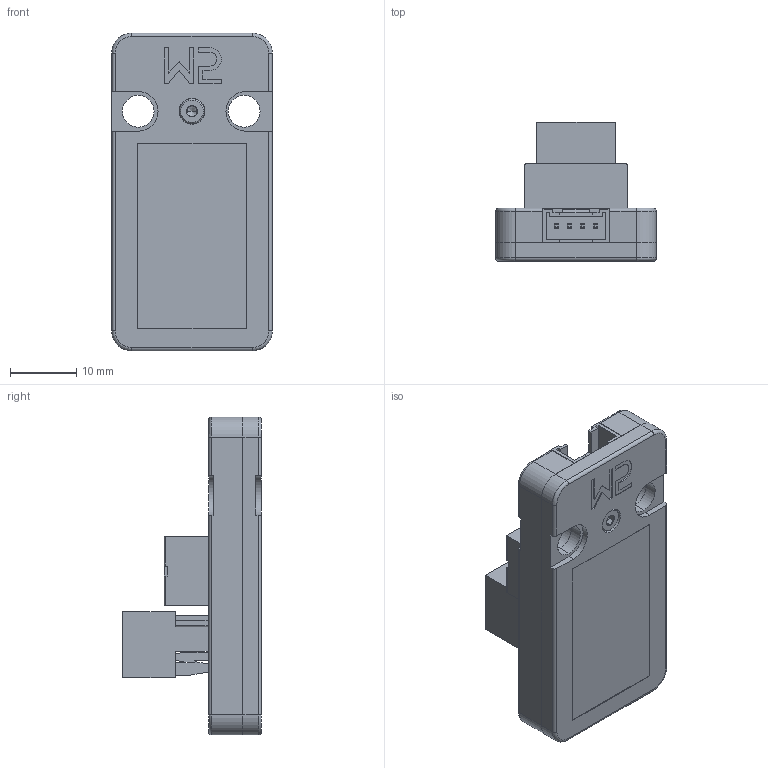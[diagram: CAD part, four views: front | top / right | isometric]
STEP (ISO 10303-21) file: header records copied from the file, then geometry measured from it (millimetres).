
FILE_DESCRIPTION( (''), '2;1');
FILE_NAME ('Mini_3A_Relay_Unit.stp','2021-05-19T15:23:12',(''),(''),'spGate 17.5.3','','');
FILE_SCHEMA (('AUTOMOTIVE_DESIGN'));
Length unit declared in the file: millimetre
Products named in the file (15): Assembly; Mini_3A_Relay_Unit-prt0; Mini_3A_Relay_Unit-prt1; Mini_3A_Relay_Unit-prt2; Mini_3A_Relay_Unit-prt3; Mini_3A_Relay_Unit-prt4; Mini_3A_Relay_Unit-prt5; Mini_3A_Relay_Unit-prt6; Mini_3A_Relay_Unit-prt7; Mini_3A_Relay_Unit-prt8; Mini_3A_Relay_Unit-prt9; Mini_3A_Relay_Unit-prt10; Mini_3A_Relay_Unit-prt11; Mini_3A_Relay_Unit-prt12; Mini_3A_Relay_Unit-prt13
Assembly tree (14 placements, depth 2):
  Assembly
    Mini_3A_Relay_Unit-prt0
    Mini_3A_Relay_Unit-prt1
    Mini_3A_Relay_Unit-prt2
    Mini_3A_Relay_Unit-prt3
    Mini_3A_Relay_Unit-prt4
    Mini_3A_Relay_Unit-prt5
    Mini_3A_Relay_Unit-prt6
    Mini_3A_Relay_Unit-prt7
    Mini_3A_Relay_Unit-prt8
    Mini_3A_Relay_Unit-prt9
    Mini_3A_Relay_Unit-prt10
    Mini_3A_Relay_Unit-prt11
    Mini_3A_Relay_Unit-prt12
    Mini_3A_Relay_Unit-prt13
Bounding box: 24.25 x 21 x 48 mm (x, y, z)
Volume: 10554.5 mm3; surface area: 10778.5 mm2
Topology: 14 solids, 14 shells, 540 faces, 1337 edges, 859 vertices
Faces by surface type: plane 400, cylinder 94, bspline 40, sphere 6
Entity records: 27609 total; most frequent: CARTESIAN_POINT 3593, ORIENTED_EDGE 2670, DIRECTION 2567, COLOUR_RGB 1889, PRESENTATION_STYLE_ASSIGNMENT 1889, STYLED_ITEM 1889, EDGE_CURVE 1335, DRAUGHTING_PRE_DEFINED_CURVE_FONT 1335
